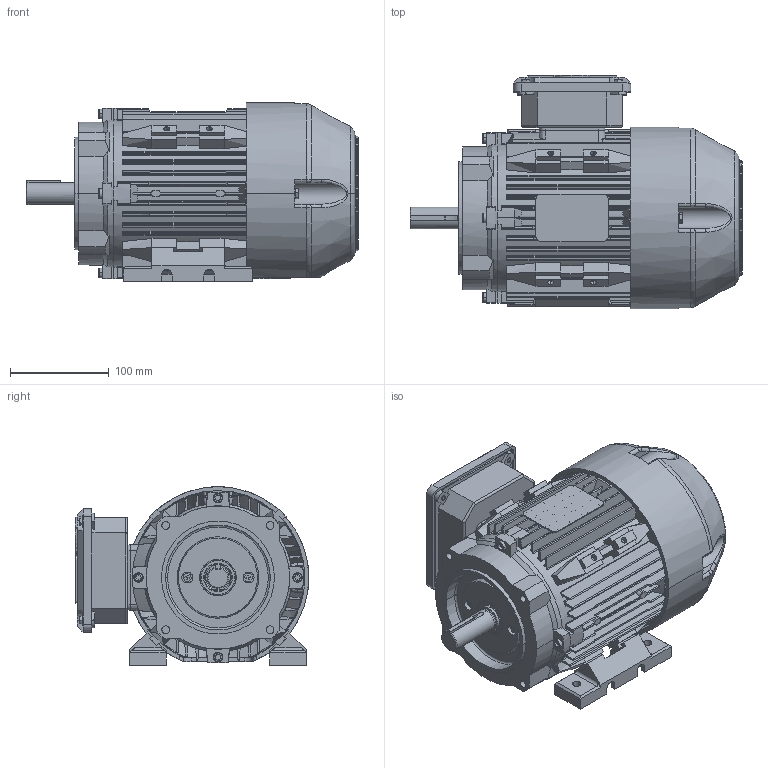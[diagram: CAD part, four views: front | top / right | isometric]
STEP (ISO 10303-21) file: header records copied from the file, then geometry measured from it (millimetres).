
FILE_DESCRIPTION (( 'STEP AP203' ), '1' );
FILE_NAME ('TFCR 143T Cｷｨﾀｼﾍ簟ﾎﾍｼF1.STEP', '2017-03-14T02:17:41', ( 'ﾎ｢ﾈ橆ﾃｻｧ' ), ( 'ﾎ｢ﾈ晥ｫﾋｾ' ), 'SwSTEP 2.0', 'SolidWorks 2008', '' );
FILE_SCHEMA (( 'CONFIG_CONTROL_DESIGN' ));
Length unit declared in the file: millimetre
Products named in the file (23): TC 80-90风叶_默认; 油封25-37-7_默认; 143T 转子_默认; 143T转轴200.001_默认; 装配体2_默认; 新NEMA140T接线盒座_默认; 90后端盖螺栓_默认; hexagon head bolts-full thread gb_GB_FASTENER_BOLT_STBAB A M6X16-N; TFCR 143T C楊擘俋倛芞F1; TC 90 B3端盖_默认; NEW 140TKitcC法兰2012.10_默认; TX 90铸铁风罩2_默认; M6-20_默认; 6_默认; NEMA 140T平键_默认; 6205_默认; NEMA 143底脚_默认; TC 90S B5机壳_默认; 140T接线盒盖.座垫_默认; NEMA 140T接线盒盖垫_默认; 新NEMA140T接线盒盖_默认; M5-12_默认; M5-8_默认
Assembly tree (48 placements, depth 3):
  TFCR 143T C楊擘俋倛芞F1
    90后端盖螺栓_默认  x4
    6_默认  x8
    M6-20_默认  x8
    NEMA 140T平键_默认
    TX 90铸铁风罩2_默认
    M5-8_默认  x2
    TC 80-90风叶_默认
    140T接线盒盖.座垫_默认
    装配体2_默认
      M5-12_默认  x4
      新NEMA140T接线盒座_默认
      NEMA 140T接线盒盖垫_默认
      新NEMA140T接线盒盖_默认
    NEMA 143底脚_默认  x2
    hexagon head bolts-full thread gb_GB_FASTENER_BOLT_STBAB A M6X16-N  x3
    油封25-37-7_默认  x2
    NEW 140TKitcC法兰2012.10_默认
    TC 90S B5机壳_默认
    TC 90 B3端盖_默认
    143T 转子_默认
      6205_默认  x2
      143T转轴200.001_默认
Bounding box: 336 x 236.5 x 180.91 mm (x, y, z)
Volume: 1899118.2 mm3; surface area: 801848.5 mm2
Topology: 46 solids, 46 shells, 3089 faces, 7963 edges, 5109 vertices
Faces by surface type: plane 1640, cylinder 923, torus 189, bspline 175, cone 160, sphere 2
Entity records: 94212 total; most frequent: CARTESIAN_POINT 29024, ORIENTED_EDGE 13312, DIRECTION 12444, EDGE_CURVE 6656, AXIS2_PLACEMENT_3D 4329, VERTEX_POINT 4301, VECTOR 3786, LINE 3786
